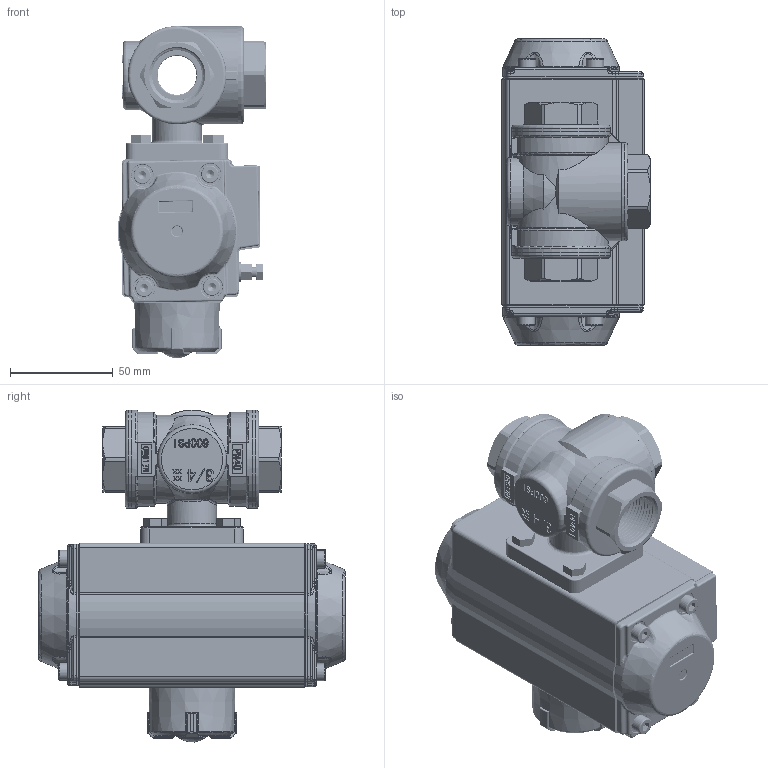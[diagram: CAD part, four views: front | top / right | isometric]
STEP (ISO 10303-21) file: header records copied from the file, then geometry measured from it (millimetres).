
FILE_DESCRIPTION(/* description */ ('Unknown'),/* implementation_level */ '2;1');
FILE_NAME(/* name */ 'PD02 0837_0838-05',/* time_stamp */ '2025-03-24T12:20:13+01:00',/* author */ ('Unknown'),/* organization */ ('Unknown'),/* preprocessor_version */ 'ST-DEVELOPER v19.4',/* originating_system */ 'Solid Edge',/* authorisation */ 'Unknown');
FILE_SCHEMA (('AUTOMOTIVE_DESIGN {1 0 10303 214 3 1 1}'));
Products named in the file (20): PD02 0837_0838-05; 2.330_335.020; 002; 001; 005; DIN558_M_6x16.1.3; PD02_PE01; vt50-2016-06-25; hex bolt gradeab_din_ISO 4014 - M5 x 25 x 16-N; huosai50; vt50-2016-06-25 _______MIR; zhou50; VTE50____; plain washers-n series-grade a gb_GB_FASTENER_WASHER_PWNA 5; hex nut gradec_din_Hexagon Nut ISO 4034 - M5 - N; Optische Anzeige; ______; ________(___________; cup head nib bolts with large head gb_GB_FASTENER_BOLT_CHNBW M6X25-N; socket head cap screw_din_DIN 912 M5 x 16 --- 16N
Assembly tree (37 placements, depth 4):
  PD02 0837_0838-05
    2.330_335.020
      002  x3
      001
      005
    DIN558_M_6x16.1.3  x3
    PD02_PE01
      vt50-2016-06-25
      hex bolt gradeab_din_ISO 4014 - M5 x 25 x 16-N  x2
      huosai50  x2
      vt50-2016-06-25 _______MIR
      zhou50
      VTE50____
      plain washers-n series-grade a gb_GB_FASTENER_WASHER_PWNA 5  x2
      hex nut gradec_din_Hexagon Nut ISO 4034 - M5 - N  x2
      Optische Anzeige
        ______
        ________(___________  x4
        cup head nib bolts with large head gb_GB_FASTENER_BOLT_CHNBW M6X25-N
      socket head cap screw_din_DIN 912 M5 x 16 --- 16N  x8
Bounding box: 72.43 x 149.4 x 161.81 mm (x, y, z)
Volume: 497065 mm3; surface area: 200473.8 mm2
Topology: 34 solids, 34 shells, 3074 faces, 7654 edges, 4783 vertices
Faces by surface type: plane 1112, cylinder 823, bspline 482, torus 329, cone 296, sphere 32
Full cylindrical faces by diameter (mm): 2.5 x2, 3 x16, 3.3 x8, 4.134 x20, 4.2 x3, 4.66 x1, 4.917 x7, 5 x12, 5.3 x2, 5.5 x1, 6 x4, 6.2 x1, 7 x3, 8 x2, 8.5 x8, 8.566 x2, 9.8 x2, 10 x4, 11 x1, 11.4 x1, 12 x2, 12.5 x2, 12.9 x1, 13 x16, 13.5 x2, 14 x5, 15 x1, 16 x1, 16.5 x2, 18 x1
Entity records: 88599 total; most frequent: CARTESIAN_POINT 40178, ORIENTED_EDGE 10266, DIRECTION 8797, EDGE_CURVE 5133, VERTEX_POINT 3443, AXIS2_PLACEMENT_3D 3308, FACE_BOUND 2736, EDGE_LOOP 2714
